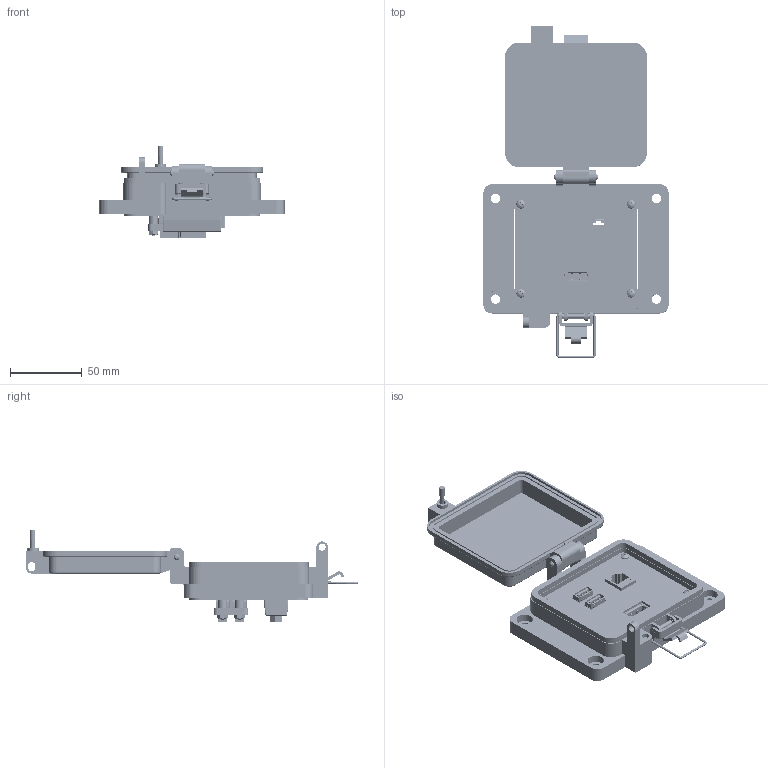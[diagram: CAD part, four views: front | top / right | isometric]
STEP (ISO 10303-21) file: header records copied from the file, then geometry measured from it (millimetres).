
FILE_DESCRIPTION (( 'STEP AP203' ), '1' );
FILE_NAME ('P-P22#2P39R62-K3RX_3D.STEP', '2021-04-06T17:38:28', ( '' ), ( '' ), 'SwSTEP 2.0', 'SolidWorks 2019', '' );
FILE_SCHEMA (( 'CONFIG_CONTROL_DESIGN' ));
Length unit declared in the file: millimetre
Products named in the file (20): P22; P-P22#2P39R62-K3RX_FP060_1; 92005A124_METRIC PAN HEAD PHILLIPS MACHINE SCREW_92005A124; P-P22#2P39R62-K3RX_TP060_1; 4-40 half inch flathead _90273A110; Z-300-RJ45CAT6; Z-002-4401_4HN_90675A005; Z-300-USB-A-FF; -K3; Z-000-44011_4FH_90273A117; P-P22#2P39R62-K3RX_BP180_1; R62; Z-000-4243316TFP; P39; P-P22#2P39R62-K3RX_TP180_1; Z-H-K3_B; Z-001-SPR_3_4; P-P22#2P39R62-K3RX_3D; Z-300-DISPLAYPORT-FF
Assembly tree (35 placements, depth 3):
  P-P22#2P39R62-K3RX_3D
    P-P22#2P39R62-K3RX_BP180_1
    P-P22#2P39R62-K3RX_TP060_1
    Z-000-4243316TFP  x3
    P22
      Z-300-USB-A-FF
    P22
      Z-300-USB-A-FF
    P-P22#2P39R62-K3RX_TP180_1
    Z-000-44011_4FH_90273A117  x4
    Z-001-SPR_3_4  x4
    Z-002-4401_4HN_90675A005  x4
    P39
      Z-300-DISPLAYPORT-FF
    4-40 half inch flathead _90273A110  x2
    P-P22#2P39R62-K3RX_FP060_1
    R62
      Z-300-RJ45CAT6
    -K3
      Z-H-K3_B
    92005A124_METRIC PAN HEAD PHILLIPS MACHINE SCREW_92005A124  x4
Bounding box: 129 x 231.18 x 64.52 mm (x, y, z)
Volume: 193061.1 mm3; surface area: 135197.7 mm2
Topology: 49 solids, 49 shells, 6590 faces, 18598 edges, 12210 vertices
Faces by surface type: plane 3068, cylinder 2735, bspline 431, cone 273, torus 43, sphere 40
Entity records: 164618 total; most frequent: CARTESIAN_POINT 49092, ORIENTED_EDGE 25212, DIRECTION 21518, EDGE_CURVE 12606, VECTOR 8510, LINE 8510, VERTEX_POINT 8287, AXIS2_PLACEMENT_3D 6504
